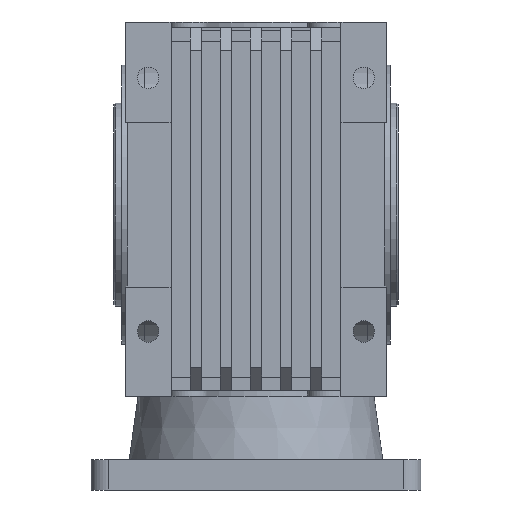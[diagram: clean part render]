
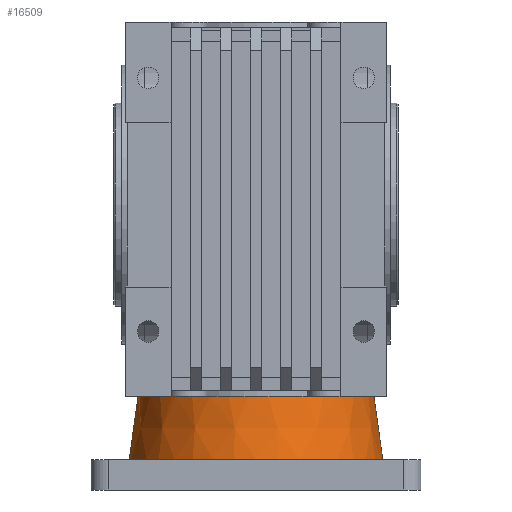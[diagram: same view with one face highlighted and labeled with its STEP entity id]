
A CAD part, front view. The second image highlights one B-rep face of the part: STEP entity #16509.
In plain terms, the highlighted conical face has half-angle 8 degrees and reference radius 50 mm.
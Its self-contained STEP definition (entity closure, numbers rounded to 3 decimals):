
#150 = CARTESIAN_POINT ( 'NONE',  ( 34.288, 31.61, -75.5 ) ) ;
#571 = ORIENTED_EDGE ( 'NONE', *, *, #20735, .F. ) ;
#578 = EDGE_CURVE ( 'NONE', #2695, #13142, #20318, .T. ) ;
#713 = DIRECTION ( 'NONE',  ( 1., 0., 0. ) ) ;
#718 = EDGE_CURVE ( 'NONE', #10437, #1025, #3615, .T. ) ;
#964 = ORIENTED_EDGE ( 'NONE', *, *, #718, .F. ) ;
#1025 = VERTEX_POINT ( 'NONE', #3585 ) ;
#1048 = CARTESIAN_POINT ( 'NONE',  ( 0., 63., -100.5 ) ) ;
#1971 = CARTESIAN_POINT ( 'NONE',  ( -50., 63., -100.5 ) ) ;
#2695 = VERTEX_POINT ( 'NONE', #8952 ) ;
#2722 = DIRECTION ( 'NONE',  ( -1., 0., 0. ) ) ;
#3547 = AXIS2_PLACEMENT_3D ( 'NONE', #1048, #9586, #2722 ) ;
#3585 = CARTESIAN_POINT ( 'NONE',  ( 46.486, 63., -75.5 ) ) ;
#3615 = CIRCLE ( 'NONE', #13333, 46.486 ) ;
#3680 = EDGE_CURVE ( 'NONE', #15017, #2695, #21441, .T. ) ;
#3768 = VERTEX_POINT ( 'NONE', #15693 ) ;
#4089 = DIRECTION ( 'NONE',  ( 0., 0., 1. ) ) ;
#5045 = AXIS2_PLACEMENT_3D ( 'NONE', #11689, #18448, #8137 ) ;
#5204 = DIRECTION ( 'NONE',  ( 0.139, 0., -0.99 ) ) ;
#5780 = DIRECTION ( 'NONE',  ( 1., 0., 0. ) ) ;
#6213 = ORIENTED_EDGE ( 'NONE', *, *, #3680, .F. ) ;
#6251 = AXIS2_PLACEMENT_3D ( 'NONE', #18905, #19064, #8762 ) ;
#6451 = CIRCLE ( 'NONE', #11252, 46.486 ) ;
#6525 = EDGE_CURVE ( 'NONE', #3768, #15017, #21580, .T. ) ;
#6532 = AXIS2_PLACEMENT_3D ( 'NONE', #11334, #19809, #713 ) ;
#6569 = ORIENTED_EDGE ( 'NONE', *, *, #7165, .T. ) ;
#7165 = EDGE_CURVE ( 'NONE', #15129, #18328, #22104, .T. ) ;
#8137 = DIRECTION ( 'NONE',  ( 1., 0., 0. ) ) ;
#8326 = DIRECTION ( 'NONE',  ( 0., 0., 1. ) ) ;
#8406 = DIRECTION ( 'NONE',  ( -0.139, 0., -0.99 ) ) ;
#8475 = CARTESIAN_POINT ( 'NONE',  ( -50., 63., -100.5 ) ) ;
#8748 = CARTESIAN_POINT ( 'NONE',  ( 32.567, 29.828, -75.5 ) ) ;
#8762 = DIRECTION ( 'NONE',  ( 1., 0., 0. ) ) ;
#8952 = CARTESIAN_POINT ( 'NONE',  ( -31.39, 28.712, -75.5 ) ) ;
#9586 = DIRECTION ( 'NONE',  ( 0., 0., -1. ) ) ;
#9673 = DIRECTION ( 'NONE',  ( 1., 0., 0. ) ) ;
#10437 = VERTEX_POINT ( 'NONE', #150 ) ;
#10526 = CARTESIAN_POINT ( 'NONE',  ( 50., 63., -100.5 ) ) ;
#10528 = LINE ( 'NONE', #8475, #14589 ) ;
#10857 = ORIENTED_EDGE ( 'NONE', *, *, #20977, .T. ) ;
#11160 = CARTESIAN_POINT ( 'NONE',  ( 0., 63., -75.5 ) ) ;
#11252 = AXIS2_PLACEMENT_3D ( 'NONE', #12023, #8326, #17068 ) ;
#11334 = CARTESIAN_POINT ( 'NONE',  ( 0., 63., -75.5 ) ) ;
#11689 = CARTESIAN_POINT ( 'NONE',  ( 0., 63., -75.5 ) ) ;
#12023 = CARTESIAN_POINT ( 'NONE',  ( 0., 63., -75.5 ) ) ;
#12140 = ORIENTED_EDGE ( 'NONE', *, *, #578, .F. ) ;
#12549 = EDGE_LOOP ( 'NONE', ( #571, #964, #15150, #12140, #6213, #20643, #10857, #6569 ) ) ;
#12695 = CARTESIAN_POINT ( 'NONE',  ( 0., 63., -100.5 ) ) ;
#12978 = DIRECTION ( 'NONE',  ( 0., 0., 1. ) ) ;
#13142 = VERTEX_POINT ( 'NONE', #8748 ) ;
#13333 = AXIS2_PLACEMENT_3D ( 'NONE', #11160, #12978, #9673 ) ;
#14070 = VECTOR ( 'NONE', #5204, 1000. ) ;
#14536 = CARTESIAN_POINT ( 'NONE',  ( 50., 63., -100.5 ) ) ;
#14589 = VECTOR ( 'NONE', #8406, 1000. ) ;
#15017 = VERTEX_POINT ( 'NONE', #20472 ) ;
#15129 = VERTEX_POINT ( 'NONE', #1971 ) ;
#15150 = ORIENTED_EDGE ( 'NONE', *, *, #20953, .F. ) ;
#15693 = CARTESIAN_POINT ( 'NONE',  ( -46.486, 63., -75.5 ) ) ;
#16509 = ADVANCED_FACE ( 'NONE', ( #19813 ), #17695, .T. ) ;
#17068 = DIRECTION ( 'NONE',  ( 1., 0., 0. ) ) ;
#17695 = CONICAL_SURFACE ( 'NONE', #3547, 50., 0.14 ) ;
#18328 = VERTEX_POINT ( 'NONE', #14536 ) ;
#18448 = DIRECTION ( 'NONE',  ( 0., 0., 1. ) ) ;
#18595 = LINE ( 'NONE', #10526, #14070 ) ;
#18905 = CARTESIAN_POINT ( 'NONE',  ( 0., 63., -75.5 ) ) ;
#19064 = DIRECTION ( 'NONE',  ( 0., 0., 1. ) ) ;
#19809 = DIRECTION ( 'NONE',  ( 0., 0., 1. ) ) ;
#19813 = FACE_OUTER_BOUND ( 'NONE', #12549, .T. ) ;
#20318 = CIRCLE ( 'NONE', #6251, 46.486 ) ;
#20472 = CARTESIAN_POINT ( 'NONE',  ( -33.172, 30.433, -75.5 ) ) ;
#20643 = ORIENTED_EDGE ( 'NONE', *, *, #6525, .F. ) ;
#20735 = EDGE_CURVE ( 'NONE', #1025, #18328, #18595, .T. ) ;
#20953 = EDGE_CURVE ( 'NONE', #13142, #10437, #6451, .T. ) ;
#20977 = EDGE_CURVE ( 'NONE', #3768, #15129, #10528, .T. ) ;
#21441 = CIRCLE ( 'NONE', #5045, 46.486 ) ;
#21580 = CIRCLE ( 'NONE', #6532, 46.486 ) ;
#22104 = CIRCLE ( 'NONE', #22251, 50. ) ;
#22251 = AXIS2_PLACEMENT_3D ( 'NONE', #12695, #4089, #5780 ) ;
